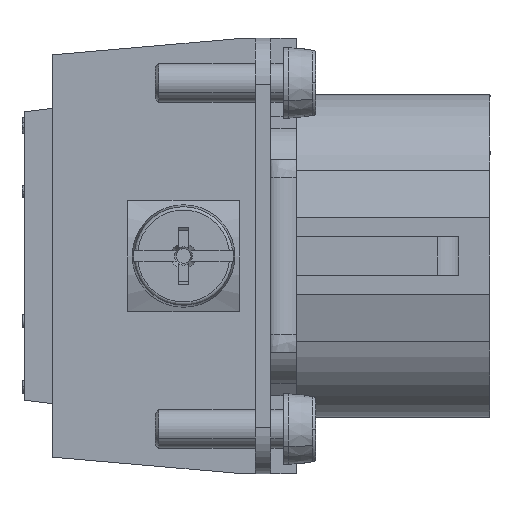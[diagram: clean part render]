
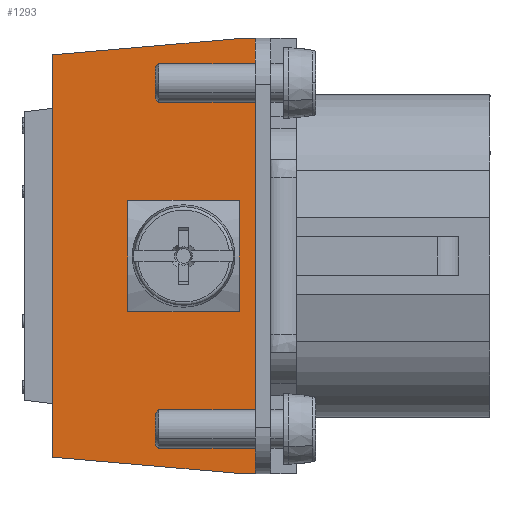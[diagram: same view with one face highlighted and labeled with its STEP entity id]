
A CAD part, left-side view. The second image highlights one B-rep face of the part: STEP entity #1293.
In plain terms, the highlighted planar face has unit normal (-1, 0, 0).
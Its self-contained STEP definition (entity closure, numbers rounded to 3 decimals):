
#1293=ADVANCED_FACE('',(#2621,#2622),#2079,.T.);
#2079=PLANE('',#13172);
#2621=FACE_BOUND('',#3043,.T.);
#2622=FACE_BOUND('',#3044,.T.);
#3043=EDGE_LOOP('',(#6444));
#3044=EDGE_LOOP('',(#6445,#6446,#6447,#6448,#6449,#6450));
#4220=LINE('',#18531,#5278);
#4221=LINE('',#18534,#5279);
#4222=LINE('',#18536,#5280);
#4223=LINE('',#18538,#5281);
#4224=LINE('',#18540,#5282);
#4225=LINE('',#18542,#5283);
#5278=VECTOR('',#14761,1.);
#5279=VECTOR('',#14762,1.);
#5280=VECTOR('',#14763,1.);
#5281=VECTOR('',#14764,1.);
#5282=VECTOR('',#14765,1.);
#5283=VECTOR('',#14766,1.);
#6444=ORIENTED_EDGE('',*,*,#11158,.F.);
#6445=ORIENTED_EDGE('',*,*,#11159,.T.);
#6446=ORIENTED_EDGE('',*,*,#11160,.T.);
#6447=ORIENTED_EDGE('',*,*,#11161,.T.);
#6448=ORIENTED_EDGE('',*,*,#11162,.T.);
#6449=ORIENTED_EDGE('',*,*,#11163,.T.);
#6450=ORIENTED_EDGE('',*,*,#11164,.T.);
#9920=VERTEX_POINT('',#18530);
#9921=VERTEX_POINT('',#18532);
#9922=VERTEX_POINT('',#18533);
#9923=VERTEX_POINT('',#18535);
#9924=VERTEX_POINT('',#18537);
#9925=VERTEX_POINT('',#18539);
#9926=VERTEX_POINT('',#18541);
#11158=EDGE_CURVE('',#9920,#9920,#12676,.T.);
#11159=EDGE_CURVE('',#9921,#9922,#4220,.T.);
#11160=EDGE_CURVE('',#9922,#9923,#4221,.T.);
#11161=EDGE_CURVE('',#9923,#9924,#4222,.T.);
#11162=EDGE_CURVE('',#9924,#9925,#4223,.T.);
#11163=EDGE_CURVE('',#9925,#9926,#4224,.T.);
#11164=EDGE_CURVE('',#9926,#9921,#4225,.T.);
#12676=CIRCLE('',#13171,2.);
#13171=AXIS2_PLACEMENT_3D('',#18529,#14759,#14760);
#13172=AXIS2_PLACEMENT_3D('',#18543,#14767,#14768);
#14759=DIRECTION('',(-1.,0.,0.));
#14760=DIRECTION('',(0.,0.,-1.));
#14761=DIRECTION('',(0.,-1.,0.));
#14762=DIRECTION('',(0.,0.,1.));
#14763=DIRECTION('',(0.,1.,0.));
#14764=DIRECTION('',(0.,0.996,-0.087));
#14765=DIRECTION('',(0.,0.,-1.));
#14766=DIRECTION('',(0.,-0.996,-0.087));
#14767=DIRECTION('',(-1.,0.,0.));
#14768=DIRECTION('',(0.,0.,-1.));
#18529=CARTESIAN_POINT('',(-31.8,-12.4,0.));
#18530=CARTESIAN_POINT('',(-31.8,-12.4,-2.));
#18531=CARTESIAN_POINT('',(-31.8,-17.2,-17.));
#18532=CARTESIAN_POINT('',(-31.8,-17.2,-17.));
#18533=CARTESIAN_POINT('',(-31.8,-18.,-17.));
#18534=CARTESIAN_POINT('',(-31.8,-18.,-0.75));
#18535=CARTESIAN_POINT('',(-31.8,-18.,17.));
#18536=CARTESIAN_POINT('',(-31.8,-18.2,17.));
#18537=CARTESIAN_POINT('',(-31.8,-17.2,17.));
#18538=CARTESIAN_POINT('',(-31.8,-17.2,17.));
#18539=CARTESIAN_POINT('',(-31.8,-2.2,15.688));
#18540=CARTESIAN_POINT('',(-31.8,-2.2,-6.));
#18541=CARTESIAN_POINT('',(-31.8,-2.2,-15.688));
#18542=CARTESIAN_POINT('',(-31.8,-2.2,-15.688));
#18543=CARTESIAN_POINT('',(-31.8,-2.1,-0.75));
